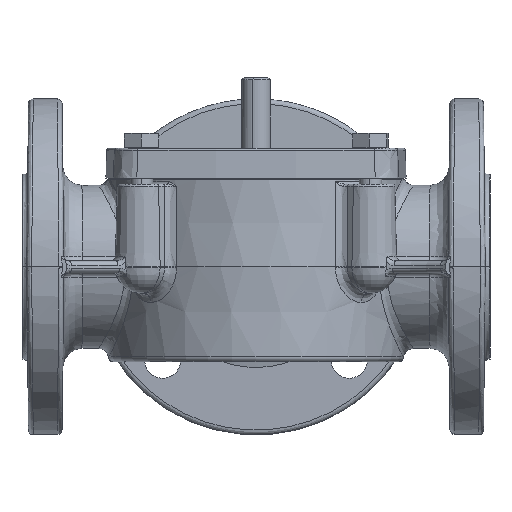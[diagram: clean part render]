
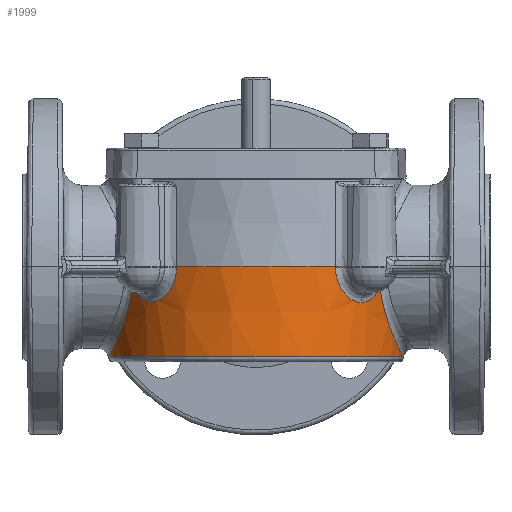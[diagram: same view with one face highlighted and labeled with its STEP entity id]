
A CAD part, front view. The second image highlights one B-rep face of the part: STEP entity #1999.
In plain terms, the highlighted conical face has half-angle 1.5 degrees and reference radius 62.5 mm.
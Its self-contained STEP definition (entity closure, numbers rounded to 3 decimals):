
#443=CARTESIAN_POINT('Vertex',(61.33,-4.783,-37.552)) ;
#817=CARTESIAN_POINT('Vertex',(-61.33,-4.783,-37.552)) ;
#840=CARTESIAN_POINT('Axis2P3D Location',(0.,0.,-37.552)) ;
#996=CARTESIAN_POINT('Vertex',(51.61,-34.876,-8.047)) ;
#1000=CARTESIAN_POINT('Control Point',(51.61,-34.876,-8.047)) ;
#1001=CARTESIAN_POINT('Control Point',(51.835,-34.447,-10.118)) ;
#1002=CARTESIAN_POINT('Control Point',(52.145,-33.884,-12.148)) ;
#1003=CARTESIAN_POINT('Control Point',(52.531,-33.194,-14.121)) ;
#1004=CARTESIAN_POINT('Control Point',(53.73,-31.006,-19.263)) ;
#1005=CARTESIAN_POINT('Control Point',(55.246,-27.995,-23.858)) ;
#1006=CARTESIAN_POINT('Control Point',(56.252,-25.801,-26.502)) ;
#1007=CARTESIAN_POINT('Control Point',(58.022,-21.369,-30.748)) ;
#1008=CARTESIAN_POINT('Control Point',(59.537,-16.131,-33.971)) ;
#1009=CARTESIAN_POINT('Control Point',(60.128,-13.665,-35.178)) ;
#1010=CARTESIAN_POINT('Control Point',(60.737,-10.385,-36.392)) ;
#1011=CARTESIAN_POINT('Control Point',(61.137,-6.972,-37.175)) ;
#1012=CARTESIAN_POINT('Control Point',(61.211,-6.246,-37.321)) ;
#1013=CARTESIAN_POINT('Control Point',(61.276,-5.516,-37.447)) ;
#1014=CARTESIAN_POINT('Control Point',(61.33,-4.783,-37.552)) ;
#1849=CARTESIAN_POINT('Control Point',(-51.61,-34.876,-8.047)) ;
#1850=CARTESIAN_POINT('Control Point',(-51.835,-34.447,-10.118)) ;
#1851=CARTESIAN_POINT('Control Point',(-52.145,-33.884,-12.148)) ;
#1852=CARTESIAN_POINT('Control Point',(-52.531,-33.194,-14.121)) ;
#1853=CARTESIAN_POINT('Control Point',(-53.73,-31.006,-19.263)) ;
#1854=CARTESIAN_POINT('Control Point',(-55.246,-27.995,-23.858)) ;
#1855=CARTESIAN_POINT('Control Point',(-56.252,-25.801,-26.502)) ;
#1856=CARTESIAN_POINT('Control Point',(-58.022,-21.369,-30.748)) ;
#1857=CARTESIAN_POINT('Control Point',(-59.537,-16.131,-33.971)) ;
#1858=CARTESIAN_POINT('Control Point',(-60.128,-13.665,-35.178)) ;
#1859=CARTESIAN_POINT('Control Point',(-60.737,-10.385,-36.392)) ;
#1860=CARTESIAN_POINT('Control Point',(-61.137,-6.972,-37.175)) ;
#1861=CARTESIAN_POINT('Control Point',(-61.211,-6.246,-37.321)) ;
#1862=CARTESIAN_POINT('Control Point',(-61.276,-5.516,-37.447)) ;
#1863=CARTESIAN_POINT('Control Point',(-61.33,-4.783,-37.552)) ;
#1864=CARTESIAN_POINT('Vertex',(-51.61,-34.876,-8.047)) ;
#1901=CARTESIAN_POINT('Axis2P3D Location',(0.,0.,0.)) ;
#1907=CARTESIAN_POINT('Control Point',(43.922,-43.914,-14.895)) ;
#1908=CARTESIAN_POINT('Control Point',(45.933,-41.903,-14.895)) ;
#1909=CARTESIAN_POINT('Control Point',(47.845,-39.789,-14.13)) ;
#1910=CARTESIAN_POINT('Control Point',(49.451,-37.776,-12.604)) ;
#1911=CARTESIAN_POINT('Control Point',(50.707,-36.097,-10.516)) ;
#1912=CARTESIAN_POINT('Control Point',(51.61,-34.876,-8.047)) ;
#1913=CARTESIAN_POINT('Vertex',(43.922,-43.914,-14.895)) ;
#1916=CARTESIAN_POINT('Axis2P3D Location',(0.,0.,-14.895)) ;
#1920=CARTESIAN_POINT('Vertex',(43.914,-43.922,-14.895)) ;
#1924=CARTESIAN_POINT('Control Point',(33.088,-53.014,-0.298)) ;
#1925=CARTESIAN_POINT('Control Point',(33.095,-52.929,-2.895)) ;
#1926=CARTESIAN_POINT('Control Point',(33.563,-52.557,-5.481)) ;
#1927=CARTESIAN_POINT('Control Point',(34.493,-51.902,-7.894)) ;
#1928=CARTESIAN_POINT('Control Point',(36.767,-50.244,-11.557)) ;
#1929=CARTESIAN_POINT('Control Point',(39.785,-47.777,-13.861)) ;
#1930=CARTESIAN_POINT('Control Point',(41.168,-46.577,-14.551)) ;
#1931=CARTESIAN_POINT('Control Point',(42.564,-45.272,-14.895)) ;
#1932=CARTESIAN_POINT('Control Point',(43.914,-43.922,-14.895)) ;
#1933=CARTESIAN_POINT('Vertex',(33.088,-53.014,-0.298)) ;
#1937=CARTESIAN_POINT('Control Point',(33.088,-53.014,-0.298)) ;
#1938=CARTESIAN_POINT('Control Point',(33.088,-53.018,-0.149)) ;
#1939=CARTESIAN_POINT('Control Point',(33.087,-53.023,0.)) ;
#1940=CARTESIAN_POINT('Vertex',(33.087,-53.023,0.)) ;
#1943=CARTESIAN_POINT('Axis2P3D Location',(0.,0.,0.)) ;
#1947=CARTESIAN_POINT('Vertex',(-33.087,-53.023,0.)) ;
#1951=CARTESIAN_POINT('Control Point',(-33.087,-53.023,0.)) ;
#1952=CARTESIAN_POINT('Control Point',(-33.088,-53.018,-0.149)) ;
#1953=CARTESIAN_POINT('Control Point',(-33.088,-53.014,-0.298)) ;
#1954=CARTESIAN_POINT('Vertex',(-33.088,-53.014,-0.298)) ;
#1958=CARTESIAN_POINT('Control Point',(-43.914,-43.922,-14.895)) ;
#1959=CARTESIAN_POINT('Control Point',(-42.231,-45.605,-14.895)) ;
#1960=CARTESIAN_POINT('Control Point',(-40.478,-47.217,-14.36)) ;
#1961=CARTESIAN_POINT('Control Point',(-38.768,-48.642,-13.289)) ;
#1962=CARTESIAN_POINT('Control Point',(-35.922,-50.863,-10.484)) ;
#1963=CARTESIAN_POINT('Control Point',(-34.022,-52.237,-6.532)) ;
#1964=CARTESIAN_POINT('Control Point',(-33.405,-52.686,-4.518)) ;
#1965=CARTESIAN_POINT('Control Point',(-33.094,-52.945,-2.411)) ;
#1966=CARTESIAN_POINT('Control Point',(-33.088,-53.014,-0.298)) ;
#1967=CARTESIAN_POINT('Vertex',(-43.914,-43.922,-14.895)) ;
#1970=CARTESIAN_POINT('Axis2P3D Location',(0.,0.,-14.895)) ;
#1974=CARTESIAN_POINT('Vertex',(-43.922,-43.914,-14.895)) ;
#1978=CARTESIAN_POINT('Control Point',(-51.61,-34.876,-8.047)) ;
#1979=CARTESIAN_POINT('Control Point',(-50.707,-36.097,-10.516)) ;
#1980=CARTESIAN_POINT('Control Point',(-49.451,-37.777,-12.604)) ;
#1981=CARTESIAN_POINT('Control Point',(-47.846,-39.788,-14.13)) ;
#1982=CARTESIAN_POINT('Control Point',(-45.933,-41.904,-14.895)) ;
#1983=CARTESIAN_POINT('Control Point',(-43.922,-43.914,-14.895)) ;
#841=DIRECTION('Axis2P3D Direction',(0.,-0.,1.)) ;
#1902=DIRECTION('Axis2P3D Direction',(0.,0.,1.)) ;
#1903=DIRECTION('Axis2P3D XDirection',(-1.,0.,0.)) ;
#1917=DIRECTION('Axis2P3D Direction',(0.,0.,1.)) ;
#1944=DIRECTION('Axis2P3D Direction',(0.,0.,1.)) ;
#1971=DIRECTION('Axis2P3D Direction',(0.,0.,1.)) ;
#842=AXIS2_PLACEMENT_3D('Circle Axis2P3D',#840,#841,$) ;
#1904=AXIS2_PLACEMENT_3D('Cone Axis2P3D',#1901,#1902,#1903) ;
#1918=AXIS2_PLACEMENT_3D('Circle Axis2P3D',#1916,#1917,$) ;
#1945=AXIS2_PLACEMENT_3D('Circle Axis2P3D',#1943,#1944,$) ;
#1972=AXIS2_PLACEMENT_3D('Circle Axis2P3D',#1970,#1971,$) ;
#1986=ORIENTED_EDGE('',*,*,#1015,.T.) ;
#1987=ORIENTED_EDGE('',*,*,#1915,.T.) ;
#1988=ORIENTED_EDGE('',*,*,#1922,.T.) ;
#1989=ORIENTED_EDGE('',*,*,#1935,.T.) ;
#1990=ORIENTED_EDGE('',*,*,#1942,.T.) ;
#1991=ORIENTED_EDGE('',*,*,#1949,.T.) ;
#1992=ORIENTED_EDGE('',*,*,#1956,.T.) ;
#1993=ORIENTED_EDGE('',*,*,#1969,.T.) ;
#1994=ORIENTED_EDGE('',*,*,#1976,.T.) ;
#1995=ORIENTED_EDGE('',*,*,#1984,.T.) ;
#1996=ORIENTED_EDGE('',*,*,#1866,.F.) ;
#1997=ORIENTED_EDGE('',*,*,#844,.F.) ;
#1999=ADVANCED_FACE('Body.2',(#1998),#1905,.T.) ;
#999=B_SPLINE_CURVE_WITH_KNOTS('',5,(#1000,#1001,#1002,#1003,#1004,#1005,#1006,#1007,#1008,#1009,#1010,#1011,#1012,#1013,#1014),.UNSPECIFIED.,.F.,.U.,(6,3,3,3,6),(38.338,52.637,76.938,96.269,101.443),.UNSPECIFIED.) ;
#1848=B_SPLINE_CURVE_WITH_KNOTS('',5,(#1849,#1850,#1851,#1852,#1853,#1854,#1855,#1856,#1857,#1858,#1859,#1860,#1861,#1862,#1863),.UNSPECIFIED.,.F.,.U.,(6,3,3,3,6),(38.338,52.637,76.938,96.269,101.443),.UNSPECIFIED.) ;
#1906=B_SPLINE_CURVE_WITH_KNOTS('',5,(#1907,#1908,#1909,#1910,#1911,#1912),.UNSPECIFIED.,.F.,.U.,(6,6),(38.947,57.057),.UNSPECIFIED.) ;
#1923=B_SPLINE_CURVE_WITH_KNOTS('',5,(#1924,#1925,#1926,#1927,#1928,#1929,#1930,#1931,#1932),.UNSPECIFIED.,.F.,.U.,(6,3,6),(10.676,26.788,38.948),.UNSPECIFIED.) ;
#1936=B_SPLINE_CURVE_WITH_KNOTS('',2,(#1937,#1938,#1939),.UNSPECIFIED.,.F.,.U.,(3,3),(66.649,67.071),.UNSPECIFIED.) ;
#1950=B_SPLINE_CURVE_WITH_KNOTS('',2,(#1951,#1952,#1953),.UNSPECIFIED.,.F.,.U.,(3,3),(11.178,11.6),.UNSPECIFIED.) ;
#1957=B_SPLINE_CURVE_WITH_KNOTS('',5,(#1958,#1959,#1960,#1961,#1962,#1963,#1964,#1965,#1966),.UNSPECIFIED.,.F.,.U.,(6,3,6),(38.947,54.103,67.218),.UNSPECIFIED.) ;
#1977=B_SPLINE_CURVE_WITH_KNOTS('',5,(#1978,#1979,#1980,#1981,#1982,#1983),.UNSPECIFIED.,.F.,.U.,(6,6),(20.837,38.948),.UNSPECIFIED.) ;
#843=CIRCLE('generated circle',#842,61.517) ;
#1919=CIRCLE('generated circle',#1918,62.11) ;
#1946=CIRCLE('generated circle',#1945,62.5) ;
#1973=CIRCLE('generated circle',#1972,62.11) ;
#1905=CONICAL_SURFACE('Cone',#1904,62.5,0.026) ;
#844=EDGE_CURVE('',#444,#818,#843,.F.) ;
#1015=EDGE_CURVE('',#444,#997,#999,.F.) ;
#1866=EDGE_CURVE('',#818,#1865,#1848,.F.) ;
#1915=EDGE_CURVE('',#997,#1914,#1906,.F.) ;
#1922=EDGE_CURVE('',#1914,#1921,#1919,.F.) ;
#1935=EDGE_CURVE('',#1921,#1934,#1923,.F.) ;
#1942=EDGE_CURVE('',#1934,#1941,#1936,.T.) ;
#1949=EDGE_CURVE('',#1941,#1948,#1946,.F.) ;
#1956=EDGE_CURVE('',#1948,#1955,#1950,.T.) ;
#1969=EDGE_CURVE('',#1955,#1968,#1957,.F.) ;
#1976=EDGE_CURVE('',#1968,#1975,#1973,.F.) ;
#1984=EDGE_CURVE('',#1975,#1865,#1977,.F.) ;
#1985=EDGE_LOOP('',(#1986,#1987,#1988,#1989,#1990,#1991,#1992,#1993,#1994,#1995,#1996,#1997)) ;
#1998=FACE_OUTER_BOUND('',#1985,.T.) ;
#444=VERTEX_POINT('',#443) ;
#818=VERTEX_POINT('',#817) ;
#997=VERTEX_POINT('',#996) ;
#1865=VERTEX_POINT('',#1864) ;
#1914=VERTEX_POINT('',#1913) ;
#1921=VERTEX_POINT('',#1920) ;
#1934=VERTEX_POINT('',#1933) ;
#1941=VERTEX_POINT('',#1940) ;
#1948=VERTEX_POINT('',#1947) ;
#1955=VERTEX_POINT('',#1954) ;
#1968=VERTEX_POINT('',#1967) ;
#1975=VERTEX_POINT('',#1974) ;
